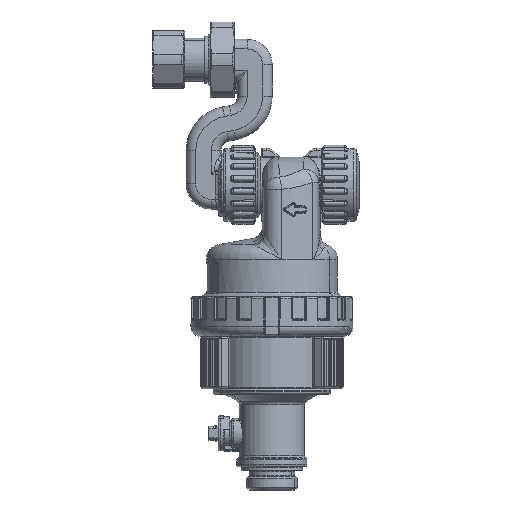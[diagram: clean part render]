
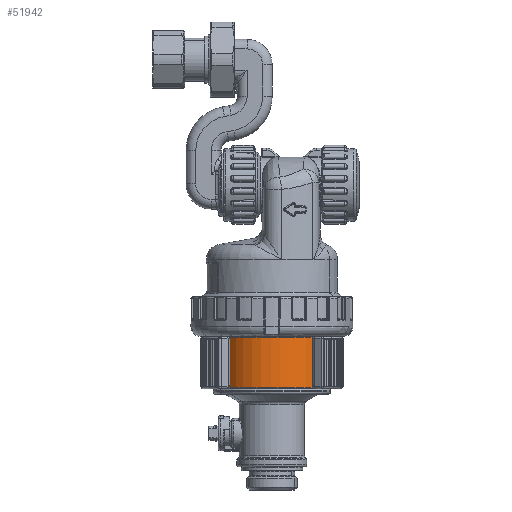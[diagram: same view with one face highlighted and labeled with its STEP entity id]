
A CAD part, left-side view. The second image highlights one B-rep face of the part: STEP entity #51942.
In plain terms, the highlighted cylindrical face has radius 28.5 mm (diameter 57 mm), a partial arc.
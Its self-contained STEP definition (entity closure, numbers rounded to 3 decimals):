
#41871=CARTESIAN_POINT('Vertex',(-17.699,22.338,-104.2)) ;
#41973=CARTESIAN_POINT('Vertex',(-18.375,-21.786,-104.7)) ;
#42010=CARTESIAN_POINT('Vertex',(-18.375,-21.786,-104.2)) ;
#42445=CARTESIAN_POINT('Vertex',(-5.417,-27.981,-79.7)) ;
#42474=CARTESIAN_POINT('Vertex',(4.557,-28.133,-79.7)) ;
#42663=CARTESIAN_POINT('Vertex',(10.818,-26.367,-104.7)) ;
#43927=CARTESIAN_POINT('Vertex',(-17.699,22.338,-104.7)) ;
#45268=CARTESIAN_POINT('Axis2P3D Location',(0.,0.,-105.2)) ;
#45272=CARTESIAN_POINT('Vertex',(-13.664,25.011,-105.2)) ;
#45274=CARTESIAN_POINT('Vertex',(13.664,-25.011,-105.2)) ;
#45299=CARTESIAN_POINT('Line Origine',(-17.699,22.338,-92.95)) ;
#45316=CARTESIAN_POINT('Axis2P3D Location',(0.,0.,-104.7)) ;
#45335=CARTESIAN_POINT('Line Origine',(-18.375,-21.786,-92.95)) ;
#45351=CARTESIAN_POINT('Vertex',(-7.317,-27.545,-104.2)) ;
#45354=CARTESIAN_POINT('Axis2P3D Location',(0.,0.,-104.2)) ;
#45358=CARTESIAN_POINT('Vertex',(-14.045,-24.799,-104.2)) ;
#45361=CARTESIAN_POINT('Axis2P3D Location',(0.,0.,-104.2)) ;
#45388=CARTESIAN_POINT('Control Point',(-7.317,-27.545,-104.2)) ;
#45389=CARTESIAN_POINT('Control Point',(-6.831,-27.674,-104.2)) ;
#45390=CARTESIAN_POINT('Control Point',(-6.362,-27.786,-103.98)) ;
#45391=CARTESIAN_POINT('Control Point',(-6.034,-27.856,-103.721)) ;
#45392=CARTESIAN_POINT('Control Point',(-5.724,-27.921,-103.462)) ;
#45393=CARTESIAN_POINT('Control Point',(-5.417,-27.981,-103.2)) ;
#45394=CARTESIAN_POINT('Vertex',(-5.417,-27.981,-103.2)) ;
#45414=CARTESIAN_POINT('Line Origine',(-5.417,-27.981,-92.2)) ;
#45431=CARTESIAN_POINT('Axis2P3D Location',(0.,0.,-79.7)) ;
#45452=CARTESIAN_POINT('Vertex',(4.557,-28.133,-103.2)) ;
#45455=CARTESIAN_POINT('Line Origine',(4.557,-28.133,-92.2)) ;
#45473=CARTESIAN_POINT('Control Point',(6.47,-27.756,-104.2)) ;
#45474=CARTESIAN_POINT('Control Point',(5.98,-27.87,-104.2)) ;
#45475=CARTESIAN_POINT('Control Point',(5.508,-27.968,-103.98)) ;
#45476=CARTESIAN_POINT('Control Point',(5.178,-28.028,-103.721)) ;
#45477=CARTESIAN_POINT('Control Point',(4.866,-28.083,-103.462)) ;
#45478=CARTESIAN_POINT('Control Point',(4.557,-28.133,-103.2)) ;
#45479=CARTESIAN_POINT('Vertex',(6.47,-27.756,-104.2)) ;
#45498=CARTESIAN_POINT('Vertex',(10.818,-26.367,-104.2)) ;
#45501=CARTESIAN_POINT('Axis2P3D Location',(0.,0.,-104.2)) ;
#45521=CARTESIAN_POINT('Line Origine',(10.818,-26.367,-92.701)) ;
#45725=CARTESIAN_POINT('Vertex',(-13.664,25.011,-104.7)) ;
#45728=CARTESIAN_POINT('Axis2P3D Location',(0.,0.,-104.7)) ;
#45900=CARTESIAN_POINT('Axis2P3D Location',(0.,0.,-104.2)) ;
#45904=CARTESIAN_POINT('Vertex',(-13.664,25.011,-104.2)) ;
#51890=CARTESIAN_POINT('Axis2P3D Location',(0.,0.,-102.1)) ;
#51895=CARTESIAN_POINT('Line Origine',(-13.664,25.011,-91.85)) ;
#51900=CARTESIAN_POINT('Line Origine',(13.664,-25.011,-91.85)) ;
#51904=CARTESIAN_POINT('Vertex',(13.664,-25.011,-79.)) ;
#51907=CARTESIAN_POINT('Axis2P3D Location',(0.,0.,-79.)) ;
#51911=CARTESIAN_POINT('Vertex',(-13.664,25.011,-79.)) ;
#51914=CARTESIAN_POINT('Line Origine',(-13.664,25.011,-91.85)) ;
#45269=DIRECTION('Axis2P3D Direction',(0.,0.,1.)) ;
#45300=DIRECTION('Vector Direction',(0.,0.,1.)) ;
#45317=DIRECTION('Axis2P3D Direction',(0.,0.,1.)) ;
#45336=DIRECTION('Vector Direction',(0.,0.,1.)) ;
#45355=DIRECTION('Axis2P3D Direction',(0.,0.,-1.)) ;
#45362=DIRECTION('Axis2P3D Direction',(0.,0.,-1.)) ;
#45415=DIRECTION('Vector Direction',(0.,0.,1.)) ;
#45432=DIRECTION('Axis2P3D Direction',(0.,0.,1.)) ;
#45456=DIRECTION('Vector Direction',(0.,0.,1.)) ;
#45502=DIRECTION('Axis2P3D Direction',(0.,0.,-1.)) ;
#45522=DIRECTION('Vector Direction',(0.,0.,-1.)) ;
#45729=DIRECTION('Axis2P3D Direction',(-0.,0.,1.)) ;
#45901=DIRECTION('Axis2P3D Direction',(0.,0.,-1.)) ;
#51891=DIRECTION('Axis2P3D Direction',(0.,0.,1.)) ;
#51892=DIRECTION('Axis2P3D XDirection',(0.479,-0.878,0.)) ;
#51896=DIRECTION('Vector Direction',(0.,0.,1.)) ;
#51901=DIRECTION('Vector Direction',(0.,0.,1.)) ;
#51908=DIRECTION('Axis2P3D Direction',(0.,0.,1.)) ;
#51915=DIRECTION('Vector Direction',(0.,0.,1.)) ;
#45270=AXIS2_PLACEMENT_3D('Circle Axis2P3D',#45268,#45269,$) ;
#45318=AXIS2_PLACEMENT_3D('Circle Axis2P3D',#45316,#45317,$) ;
#45356=AXIS2_PLACEMENT_3D('Circle Axis2P3D',#45354,#45355,$) ;
#45363=AXIS2_PLACEMENT_3D('Circle Axis2P3D',#45361,#45362,$) ;
#45433=AXIS2_PLACEMENT_3D('Circle Axis2P3D',#45431,#45432,$) ;
#45503=AXIS2_PLACEMENT_3D('Circle Axis2P3D',#45501,#45502,$) ;
#45730=AXIS2_PLACEMENT_3D('Circle Axis2P3D',#45728,#45729,$) ;
#45902=AXIS2_PLACEMENT_3D('Circle Axis2P3D',#45900,#45901,$) ;
#51893=AXIS2_PLACEMENT_3D('Cylinder Axis2P3D',#51890,#51891,#51892) ;
#51909=AXIS2_PLACEMENT_3D('Circle Axis2P3D',#51907,#51908,$) ;
#51920=ORIENTED_EDGE('',*,*,#51899,.T.) ;
#51921=ORIENTED_EDGE('',*,*,#45276,.T.) ;
#51922=ORIENTED_EDGE('',*,*,#51906,.F.) ;
#51923=ORIENTED_EDGE('',*,*,#51913,.T.) ;
#51924=ORIENTED_EDGE('',*,*,#51918,.T.) ;
#51925=ORIENTED_EDGE('',*,*,#45906,.F.) ;
#51926=ORIENTED_EDGE('',*,*,#45303,.T.) ;
#51927=ORIENTED_EDGE('',*,*,#45732,.F.) ;
#51930=ORIENTED_EDGE('',*,*,#45320,.F.) ;
#51931=ORIENTED_EDGE('',*,*,#45339,.F.) ;
#51932=ORIENTED_EDGE('',*,*,#45365,.F.) ;
#51933=ORIENTED_EDGE('',*,*,#45360,.F.) ;
#51934=ORIENTED_EDGE('',*,*,#45396,.T.) ;
#51935=ORIENTED_EDGE('',*,*,#45418,.F.) ;
#51936=ORIENTED_EDGE('',*,*,#45435,.T.) ;
#51937=ORIENTED_EDGE('',*,*,#45459,.T.) ;
#51938=ORIENTED_EDGE('',*,*,#45481,.T.) ;
#51939=ORIENTED_EDGE('',*,*,#45505,.F.) ;
#51940=ORIENTED_EDGE('',*,*,#45525,.F.) ;
#51941=FACE_BOUND('',#51929,.T.) ;
#45301=VECTOR('Line Direction',#45300,1.) ;
#45337=VECTOR('Line Direction',#45336,1.) ;
#45416=VECTOR('Line Direction',#45415,1.) ;
#45457=VECTOR('Line Direction',#45456,1.) ;
#45523=VECTOR('Line Direction',#45522,1.) ;
#51897=VECTOR('Line Direction',#51896,1.) ;
#51902=VECTOR('Line Direction',#51901,1.) ;
#51916=VECTOR('Line Direction',#51915,1.) ;
#51942=ADVANCED_FACE('PartBody',(#51928,#51941),#51894,.T.) ;
#45387=B_SPLINE_CURVE_WITH_KNOTS('',5,(#45388,#45389,#45390,#45391,#45392,#45393),.UNSPECIFIED.,.F.,.U.,(6,6),(0.,3.558),.UNSPECIFIED.) ;
#45472=B_SPLINE_CURVE_WITH_KNOTS('',5,(#45473,#45474,#45475,#45476,#45477,#45478),.UNSPECIFIED.,.F.,.U.,(6,6),(0.,3.558),.UNSPECIFIED.) ;
#45271=CIRCLE('generated circle',#45270,28.5) ;
#45319=CIRCLE('generated circle',#45318,28.5) ;
#45357=CIRCLE('generated circle',#45356,28.5) ;
#45364=CIRCLE('generated circle',#45363,28.5) ;
#45434=CIRCLE('generated circle',#45433,28.5) ;
#45504=CIRCLE('generated circle',#45503,28.5) ;
#45731=CIRCLE('generated circle',#45730,28.5) ;
#45903=CIRCLE('generated circle',#45902,28.5) ;
#51910=CIRCLE('generated circle',#51909,28.5) ;
#51894=CYLINDRICAL_SURFACE('generated cylinder',#51893,28.5) ;
#45276=EDGE_CURVE('',#45273,#45275,#45271,.T.) ;
#45303=EDGE_CURVE('',#41872,#43928,#45302,.F.) ;
#45320=EDGE_CURVE('',#41974,#42664,#45319,.T.) ;
#45339=EDGE_CURVE('',#42011,#41974,#45338,.F.) ;
#45360=EDGE_CURVE('',#45352,#45359,#45357,.T.) ;
#45365=EDGE_CURVE('',#45359,#42011,#45364,.T.) ;
#45396=EDGE_CURVE('',#45352,#45395,#45387,.T.) ;
#45418=EDGE_CURVE('',#42446,#45395,#45417,.F.) ;
#45435=EDGE_CURVE('',#42446,#42475,#45434,.T.) ;
#45459=EDGE_CURVE('',#42475,#45453,#45458,.F.) ;
#45481=EDGE_CURVE('',#45453,#45480,#45472,.F.) ;
#45505=EDGE_CURVE('',#45499,#45480,#45504,.T.) ;
#45525=EDGE_CURVE('',#42664,#45499,#45524,.F.) ;
#45732=EDGE_CURVE('',#45726,#43928,#45731,.T.) ;
#45906=EDGE_CURVE('',#41872,#45905,#45903,.T.) ;
#51899=EDGE_CURVE('',#45726,#45273,#51898,.F.) ;
#51906=EDGE_CURVE('',#51905,#45275,#51903,.F.) ;
#51913=EDGE_CURVE('',#51905,#51912,#51910,.F.) ;
#51918=EDGE_CURVE('',#51912,#45905,#51917,.F.) ;
#51919=EDGE_LOOP('',(#51920,#51921,#51922,#51923,#51924,#51925,#51926,#51927)) ;
#51929=EDGE_LOOP('',(#51930,#51931,#51932,#51933,#51934,#51935,#51936,#51937,#51938,#51939,#51940)) ;
#51928=FACE_OUTER_BOUND('',#51919,.T.) ;
#45302=LINE('Line',#45299,#45301) ;
#45338=LINE('Line',#45335,#45337) ;
#45417=LINE('Line',#45414,#45416) ;
#45458=LINE('Line',#45455,#45457) ;
#45524=LINE('Line',#45521,#45523) ;
#51898=LINE('Line',#51895,#51897) ;
#51903=LINE('Line',#51900,#51902) ;
#51917=LINE('Line',#51914,#51916) ;
#41872=VERTEX_POINT('',#41871) ;
#41974=VERTEX_POINT('',#41973) ;
#42011=VERTEX_POINT('',#42010) ;
#42446=VERTEX_POINT('',#42445) ;
#42475=VERTEX_POINT('',#42474) ;
#42664=VERTEX_POINT('',#42663) ;
#43928=VERTEX_POINT('',#43927) ;
#45273=VERTEX_POINT('',#45272) ;
#45275=VERTEX_POINT('',#45274) ;
#45352=VERTEX_POINT('',#45351) ;
#45359=VERTEX_POINT('',#45358) ;
#45395=VERTEX_POINT('',#45394) ;
#45453=VERTEX_POINT('',#45452) ;
#45480=VERTEX_POINT('',#45479) ;
#45499=VERTEX_POINT('',#45498) ;
#45726=VERTEX_POINT('',#45725) ;
#45905=VERTEX_POINT('',#45904) ;
#51905=VERTEX_POINT('',#51904) ;
#51912=VERTEX_POINT('',#51911) ;
